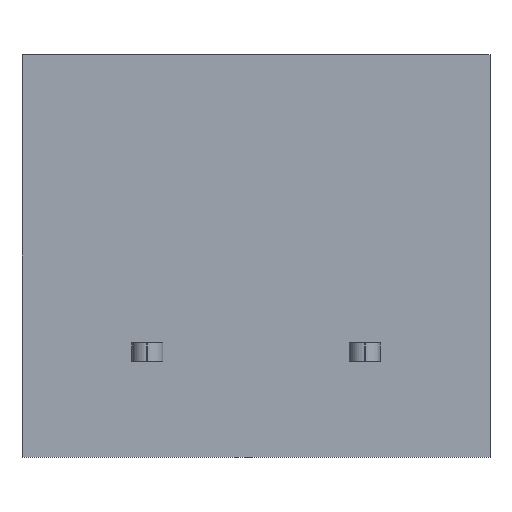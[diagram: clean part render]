
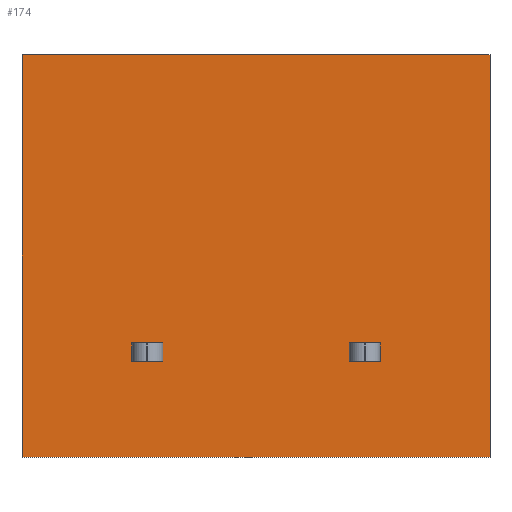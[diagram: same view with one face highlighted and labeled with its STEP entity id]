
A CAD part, front view. The second image highlights one B-rep face of the part: STEP entity #174.
In plain terms, the highlighted planar face has unit normal (0, -1, 0).
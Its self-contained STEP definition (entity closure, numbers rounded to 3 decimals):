
#3 = CARTESIAN_POINT ( 'NONE',  ( 0., 0., 0. ) ) ;
#101 = CARTESIAN_POINT ( 'NONE',  ( -10.225, 0., 8.8 ) ) ;
#112 = DIRECTION ( 'NONE',  ( 0., 0., 1. ) ) ;
#151 = CARTESIAN_POINT ( 'NONE',  ( -10.225, 0., -8.8 ) ) ;
#174 = ADVANCED_FACE ( 'NONE', ( #1560 ), #1534, .F. ) ;
#234 = DIRECTION ( 'NONE',  ( 0., 0., -1. ) ) ;
#252 = EDGE_CURVE ( 'NONE', #1375, #401, #1588, .T. ) ;
#263 = CARTESIAN_POINT ( 'NONE',  ( -10.225, 0., 8.8 ) ) ;
#330 = CARTESIAN_POINT ( 'NONE',  ( -10.225, 0., -8.8 ) ) ;
#401 = VERTEX_POINT ( 'NONE', #728 ) ;
#405 = ORIENTED_EDGE ( 'NONE', *, *, #2199, .F. ) ;
#479 = ORIENTED_EDGE ( 'NONE', *, *, #1625, .F. ) ;
#506 = LINE ( 'NONE', #679, #1928 ) ;
#679 = CARTESIAN_POINT ( 'NONE',  ( -10.225, 0., -8.8 ) ) ;
#684 = CARTESIAN_POINT ( 'NONE',  ( 10.225, 0., -8.8 ) ) ;
#728 = CARTESIAN_POINT ( 'NONE',  ( 10.225, 0., 8.8 ) ) ;
#807 = AXIS2_PLACEMENT_3D ( 'NONE', #3, #1522, #972 ) ;
#824 = DIRECTION ( 'NONE',  ( 1., 0., 0. ) ) ;
#972 = DIRECTION ( 'NONE',  ( 0., 0., 1. ) ) ;
#1375 = VERTEX_POINT ( 'NONE', #263 ) ;
#1427 = LINE ( 'NONE', #330, #1816 ) ;
#1522 = DIRECTION ( 'NONE',  ( 0., 1., 0. ) ) ;
#1534 = PLANE ( 'NONE',  #807 ) ;
#1560 = FACE_OUTER_BOUND ( 'NONE', #2408, .T. ) ;
#1588 = LINE ( 'NONE', #101, #2345 ) ;
#1625 = EDGE_CURVE ( 'NONE', #401, #1754, #2081, .T. ) ;
#1754 = VERTEX_POINT ( 'NONE', #684 ) ;
#1816 = VECTOR ( 'NONE', #1994, 1000. ) ;
#1925 = VECTOR ( 'NONE', #234, 1000. ) ;
#1928 = VECTOR ( 'NONE', #112, 1000. ) ;
#1942 = CARTESIAN_POINT ( 'NONE',  ( 10.225, 0., -8.8 ) ) ;
#1956 = ORIENTED_EDGE ( 'NONE', *, *, #2181, .F. ) ;
#1994 = DIRECTION ( 'NONE',  ( -1., 0., 0. ) ) ;
#2004 = VERTEX_POINT ( 'NONE', #151 ) ;
#2081 = LINE ( 'NONE', #1942, #1925 ) ;
#2181 = EDGE_CURVE ( 'NONE', #2004, #1375, #506, .T. ) ;
#2199 = EDGE_CURVE ( 'NONE', #1754, #2004, #1427, .T. ) ;
#2300 = ORIENTED_EDGE ( 'NONE', *, *, #252, .F. ) ;
#2345 = VECTOR ( 'NONE', #824, 1000. ) ;
#2408 = EDGE_LOOP ( 'NONE', ( #479, #2300, #1956, #405 ) ) ;
